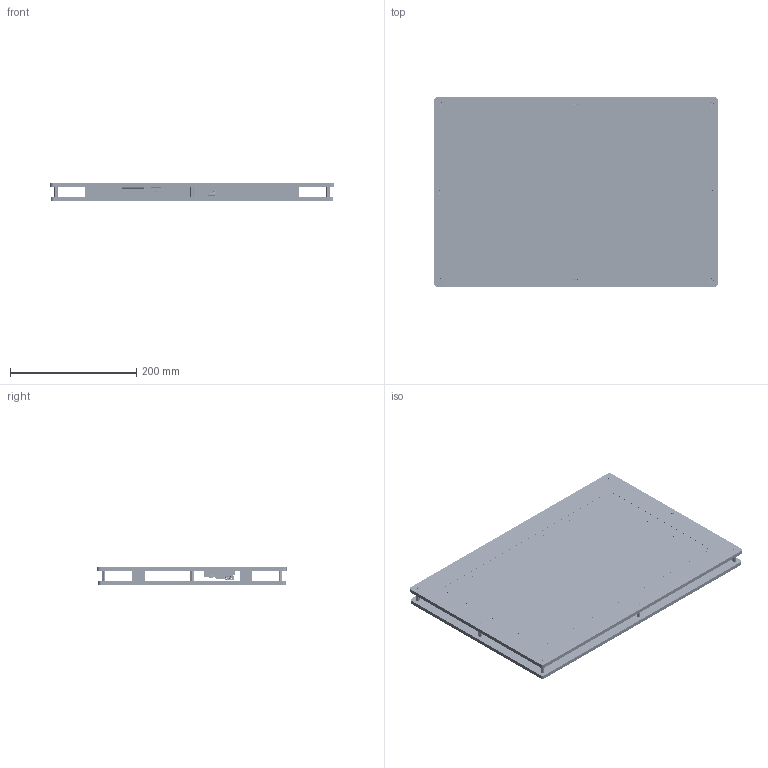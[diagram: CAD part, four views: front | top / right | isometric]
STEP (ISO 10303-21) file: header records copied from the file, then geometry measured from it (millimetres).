
FILE_DESCRIPTION((''),'2;1');
FILE_NAME('15_6INCH-HDMI-LCD_ASM','2024-10-10T17:38:00',('xiaojisheng'),(''),'CREO PARAMETRIC BY PTC INC, 2021063','CREO PARAMETRIC BY PTC INC, 2021063','');
FILE_SCHEMA(('CONFIG_CONTROL_DESIGN','SHAPE_APPEARANCE_LAYERS_GROUPS'));
Products named in the file (19): H156B72-1920X1080-IPS; TG156-1358A1-TP; 15_6INCH-TP-PCBA; HP1_25MMX4PIN-SMT; FPC1567A0-CONNECTOR; 156CORE-001; 15_6INCH-TP-PCBA-A1_ASM; 15_6INCH-1920X1080-IPS-TP_ASM; 15_6HP-CAPQLED-PCBA; J1_CUI_DEVICES_SJ2-35894D-SMT-T; CORE; 15_6INCH-HDMI-LCD-PCBA_ASM; EVA; 15_6INCH-HDMI-LCD-FRONT; EVA-SPONG; 15_6INCH-HDMI-LCD-BASE; HEX_STUDS-M3XH16; KM3X10-SCREW; 15_6INCH-HDMI-LCD_ASM
Assembly tree (40 placements, depth 4):
  15_6INCH-HDMI-LCD_ASM
    15_6INCH-1920X1080-IPS-TP_ASM
      H156B72-1920X1080-IPS
      TG156-1358A1-TP
      15_6INCH-TP-PCBA-A1_ASM
        15_6INCH-TP-PCBA
        HP1_25MMX4PIN-SMT
        FPC1567A0-CONNECTOR
        156CORE-001
    15_6INCH-HDMI-LCD-PCBA_ASM
      15_6HP-CAPQLED-PCBA
      J1_CUI_DEVICES_SJ2-35894D-SMT-T
      CORE
    EVA
    15_6INCH-HDMI-LCD-FRONT
    EVA-SPONG
    15_6INCH-HDMI-LCD-BASE
    HEX_STUDS-M3XH16  x8
    KM3X10-SCREW  x16
Bounding box: 450 x 300 x 28 mm (x, y, z)
Volume: 1669370.5 mm3; surface area: 957060.6 mm2
Topology: 64 solids, 67 shells, 6453 faces, 18565 edges, 12397 vertices
Faces by surface type: plane 4062, cylinder 1806, bspline 326, cone 204, extrusion 39, sphere 14, torus 2
Entity records: 199065 total; most frequent: CARTESIAN_POINT 39318, ORIENTED_EDGE 27290, DIRECTION 24077, EDGE_CURVE 13645, VECTOR 11679, LINE 11640, VERTEX_POINT 9194, AXIS2_PLACEMENT_3D 6199
